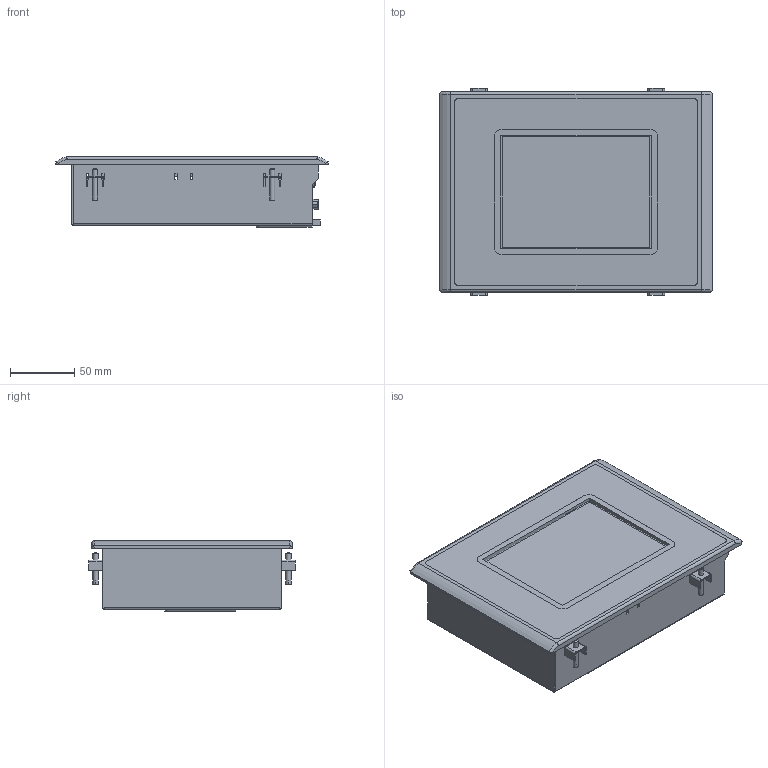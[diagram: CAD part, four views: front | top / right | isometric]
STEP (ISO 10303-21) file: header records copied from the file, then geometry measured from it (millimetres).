
FILE_DESCRIPTION(/* description */ ('OT205/BE1/512/LX'),/* implementation_level */ '2;1');
FILE_NAME(/* name */ 'M0017309003.stp',/* time_stamp */ '2019-03-04T11:09:02+01:00',/* author */ ('schwendm'),/* organization */ ('2019 Bachmann electronic GmbH'),/* preprocessor_version */ 'ST-DEVELOPER v15.2',/* originating_system */ 'Autodesk Inventor 2014',/* authorisation */ '-');
FILE_SCHEMA (('AUTOMOTIVE_DESIGN { 1 0 10303 214 3 1 1 }'));
Length unit declared in the file: millimetre
Products named in the file (1): M0017309003
Bounding box: 212 x 161.2 x 54.9 mm (x, y, z)
Volume: 443891.7 mm3; surface area: 270080.9 mm2
Topology: 16 solids, 16 shells, 1054 faces, 2693 edges, 1751 vertices
Faces by surface type: plane 729, cylinder 172, bspline 55, cone 53, torus 44, sphere 1
Full cylindrical faces by diameter (mm): 1 x11, 2 x2, 2.1 x3, 2.5 x2, 3.3 x4, 4 x11, 4.3 x2, 4.5 x2, 5.4 x1
Entity records: 33020 total; most frequent: CARTESIAN_POINT 6368, ORIENTED_EDGE 5284, DIRECTION 5016, EDGE_CURVE 2642, LINE 2028, VECTOR 2028, VERTEX_POINT 1748, AXIS2_PLACEMENT_3D 1494
